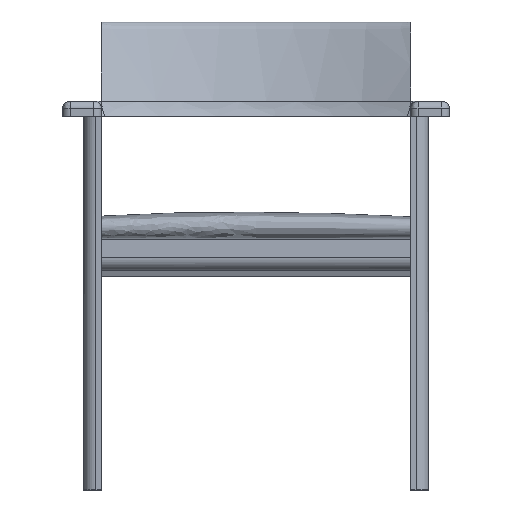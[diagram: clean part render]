
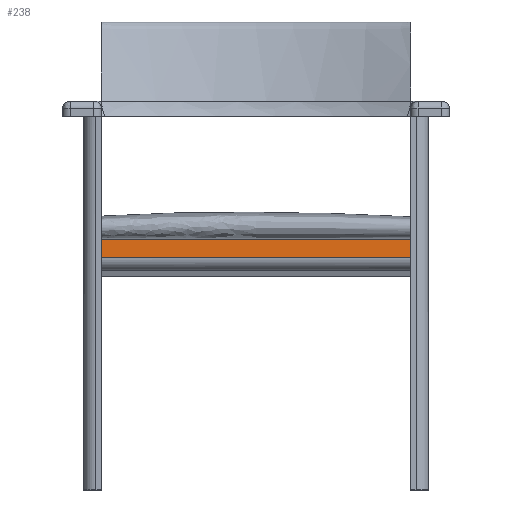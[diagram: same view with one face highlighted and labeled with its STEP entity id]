
A CAD part, front view. The second image highlights one B-rep face of the part: STEP entity #238.
In plain terms, the highlighted planar face has unit normal (0, -0.999, 0.035).
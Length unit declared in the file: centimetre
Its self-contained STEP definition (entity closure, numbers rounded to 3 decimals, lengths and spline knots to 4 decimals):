
#20=(
BOUNDED_CURVE()
B_SPLINE_CURVE(1,(#2455,#2456),.UNSPECIFIED.,.F.,.F.)
B_SPLINE_CURVE_WITH_KNOTS((2,2),(0.,507.2),.UNSPECIFIED.)
CURVE()
GEOMETRIC_REPRESENTATION_ITEM()
RATIONAL_B_SPLINE_CURVE((1.,1.))
REPRESENTATION_ITEM('')
);
#238=ADVANCED_FACE('',(#337),#1518,.T.);
#337=FACE_OUTER_BOUND('',#436,.T.);
#436=EDGE_LOOP('',(#616,#617,#618,#619));
#616=ORIENTED_EDGE('',*,*,#1003,.F.);
#617=ORIENTED_EDGE('',*,*,#1001,.T.);
#618=ORIENTED_EDGE('',*,*,#1008,.F.);
#619=ORIENTED_EDGE('',*,*,#999,.F.);
#999=EDGE_CURVE('',#1391,#1392,#20,.T.);
#1001=EDGE_CURVE('',#1393,#1394,#1219,.T.);
#1003=EDGE_CURVE('',#1393,#1391,#1221,.T.);
#1008=EDGE_CURVE('',#1392,#1394,#1226,.T.);
#1219=B_SPLINE_CURVE_WITH_KNOTS('',1,(#2460,#2461),.UNSPECIFIED.,.F.,.F.,
(2,2),(0.,507.2),.UNSPECIFIED.);
#1221=B_SPLINE_CURVE_WITH_KNOTS('',1,(#2464,#2465),.UNSPECIFIED.,.F.,.F.,
(2,2),(28.575,58.675),.UNSPECIFIED.);
#1226=B_SPLINE_CURVE_WITH_KNOTS('',1,(#2474,#2475),.UNSPECIFIED.,.F.,.F.,
(2,2),(-58.675,-28.575),.UNSPECIFIED.);
#1391=VERTEX_POINT('',#2444);
#1392=VERTEX_POINT('',#2445);
#1393=VERTEX_POINT('',#2446);
#1394=VERTEX_POINT('',#2447);
#1518=PLANE('',#1625);
#1625=AXIS2_PLACEMENT_3D('',#2434,#1716,$);
#1716=DIRECTION('',(0.,-0.999,0.035));
#2434=CARTESIAN_POINT('',(53.62,-1.5284,38.1111));
#2444=CARTESIAN_POINT('',(53.62,-1.5284,38.1111));
#2445=CARTESIAN_POINT('',(2.9,-1.5284,38.1111));
#2446=CARTESIAN_POINT('',(53.62,-1.4233,41.1193));
#2447=CARTESIAN_POINT('',(2.9,-1.4233,41.1193));
#2455=CARTESIAN_POINT('',(53.62,-1.5284,38.1111));
#2456=CARTESIAN_POINT('',(2.9,-1.5284,38.1111));
#2460=CARTESIAN_POINT('',(53.62,-1.4233,41.1193));
#2461=CARTESIAN_POINT('',(2.9,-1.4233,41.1193));
#2464=CARTESIAN_POINT('',(53.62,-1.4233,41.1193));
#2465=CARTESIAN_POINT('',(53.62,-1.5284,38.1111));
#2474=CARTESIAN_POINT('',(2.9,-1.5284,38.1111));
#2475=CARTESIAN_POINT('',(2.9,-1.4233,41.1193));
